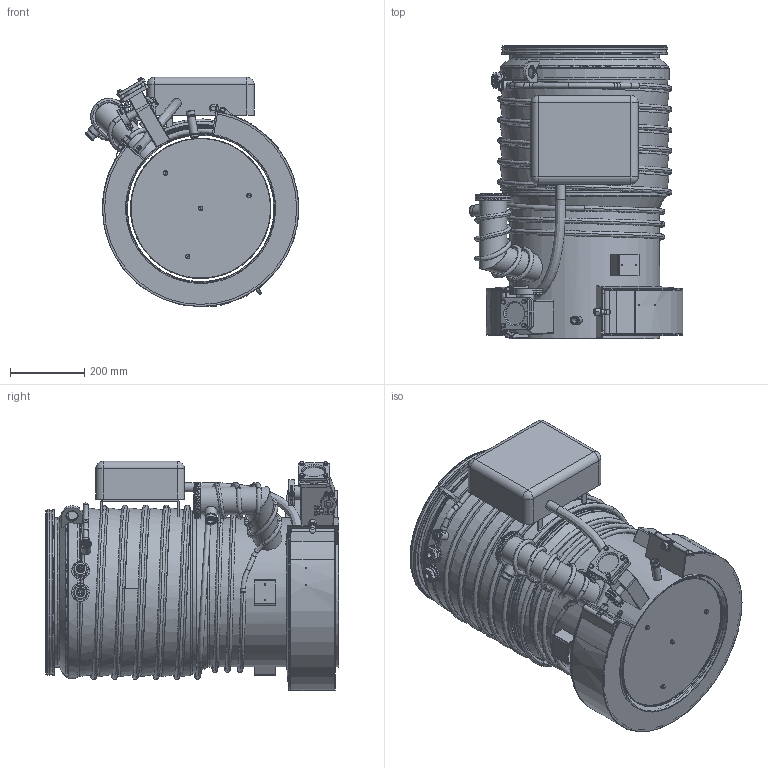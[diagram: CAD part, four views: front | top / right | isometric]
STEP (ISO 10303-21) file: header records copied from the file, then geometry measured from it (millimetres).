
FILE_DESCRIPTION(('STEP AP242'), '1');
FILE_NAME('ÍÄ-400 ñ ÁÀ èñõîäíèê ïîâåðõíîñòÿìè', '2025-09-05T12:15:15', ('User'), (''), 'C3D Converter', 'C3D Toolkit', '');
FILE_SCHEMA(('AP242_MANAGED_MODEL_BASED_3D_ENGINEERING_MIM_LF { 1 0 10303 442 1 1 4 }'));
Length unit declared in the file: millimetre
Bounding box: 577.74 x 791.85 x 619.58 mm (x, y, z)
Surface area: 4072018.9 mm2 (no closed solid volume)
Topology: 0 solids, 126 shells, 1075 faces, 3276 edges, 2245 vertices
Faces by surface type: cylinder 389, plane 385, torus 153, bspline 74, cone 67, sphere 7
Full cylindrical faces by diameter (mm): 3 x2, 3.1 x1, 3.35 x11, 3.4 x6, 4.65 x2, 5.9 x2, 6 x1, 8 x2, 10 x11, 10.752 x1, 10.8 x2, 12 x24, 12.2 x1, 12.752 x1, 13 x1, 13.5 x1, 14 x7, 14.2 x1, 15 x2, 16 x3, 18 x2, 18.6 x2, 18.7 x1, 20 x1, 21.5 x2, 22 x2, 24 x4, 25.3 x2, 28 x2, 30 x4
Entity records: 106133 total; most frequent: CARTESIAN_POINT 78731, DIRECTION 5720, ORIENTED_EDGE 4789, EDGE_CURVE 3024, AXIS2_PLACEMENT_3D 2288, VERTEX_POINT 2236, EDGE_LOOP 1472, CIRCLE 1286
